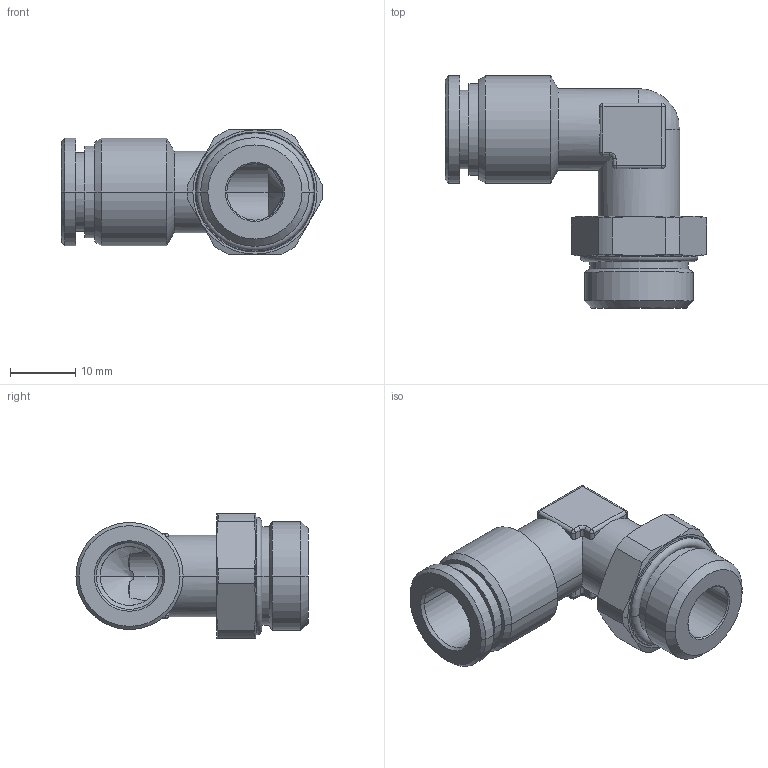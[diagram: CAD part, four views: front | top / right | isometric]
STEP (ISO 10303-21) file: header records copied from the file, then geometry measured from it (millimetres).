
FILE_DESCRIPTION((''),'2;1');
FILE_NAME('381072B_930X4-10F-3-8','2011-01-25T',('avs326'),(''),'PRO/ENGINEER BY PARAMETRIC TECHNOLOGY CORPORATION, 2010230','PRO/ENGINEER BY PARAMETRIC TECHNOLOGY CORPORATION, 2010230','');
FILE_SCHEMA(('CONFIG_CONTROL_DESIGN'));
Length unit declared in the file: millimetre
Products named in the file (1): 381072B_930X4-10F-3-8
Bounding box: 39.94 x 35.5 x 19 mm (x, y, z)
Volume: 6243.2 mm3; surface area: 5415 mm2
Topology: 2 solids, 2 shells, 137 faces, 315 edges, 183 vertices
Faces by surface type: cylinder 52, cone 36, plane 32, sphere 11, torus 6
Entity records: 4086 total; most frequent: CARTESIAN_POINT 968, DIRECTION 678, ORIENTED_EDGE 624, EDGE_CURVE 312, AXIS2_PLACEMENT_3D 281, VERTEX_POINT 183, EDGE_LOOP 145, CIRCLE 144
